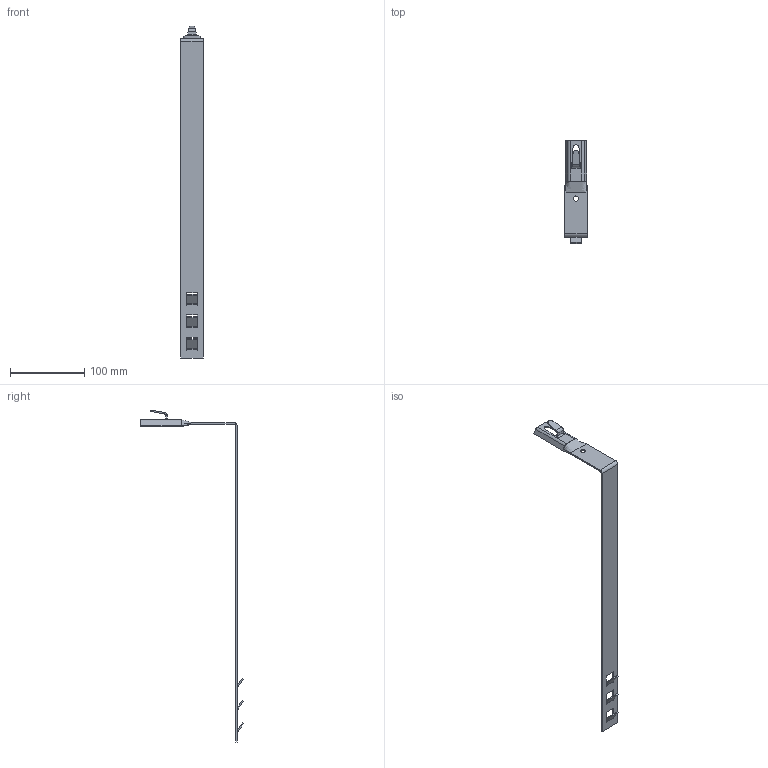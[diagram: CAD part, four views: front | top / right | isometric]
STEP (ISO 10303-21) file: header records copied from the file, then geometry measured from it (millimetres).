
FILE_DESCRIPTION(/* description */ (''),/* implementation_level */ '2;1');
FILE_NAME(/* name */ '503040 CDZ.ipt.stp',/* time_stamp */ '2023-05-18T15:11:29+03:00',/* author */ ('Петров Ю.Д.'),/* organization */ (''),/* preprocessor_version */ 'ST-DEVELOPER v19.2',/* originating_system */ 'Autodesk Inventor 2023',/* authorisation */ '');
FILE_SCHEMA (('AUTOMOTIVE_DESIGN { 1 0 10303 214 3 1 1 }'));
Length unit declared in the file: millimetre
Products named in the file (1): UDZ-H80-D5-8
Bounding box: 30 x 138.53 x 447.26 mm (x, y, z)
Volume: 33715.6 mm3; surface area: 37436.7 mm2
Topology: 3 solids, 3 shells, 117 faces, 277 edges, 166 vertices
Faces by surface type: plane 88, cylinder 19, bspline 10
Full cylindrical faces by diameter (mm): 7 x1
Entity records: 3856 total; most frequent: CARTESIAN_POINT 1153, ORIENTED_EDGE 554, DIRECTION 513, EDGE_CURVE 277, LINE 237, VECTOR 237, VERTEX_POINT 166, AXIS2_PLACEMENT_3D 138
